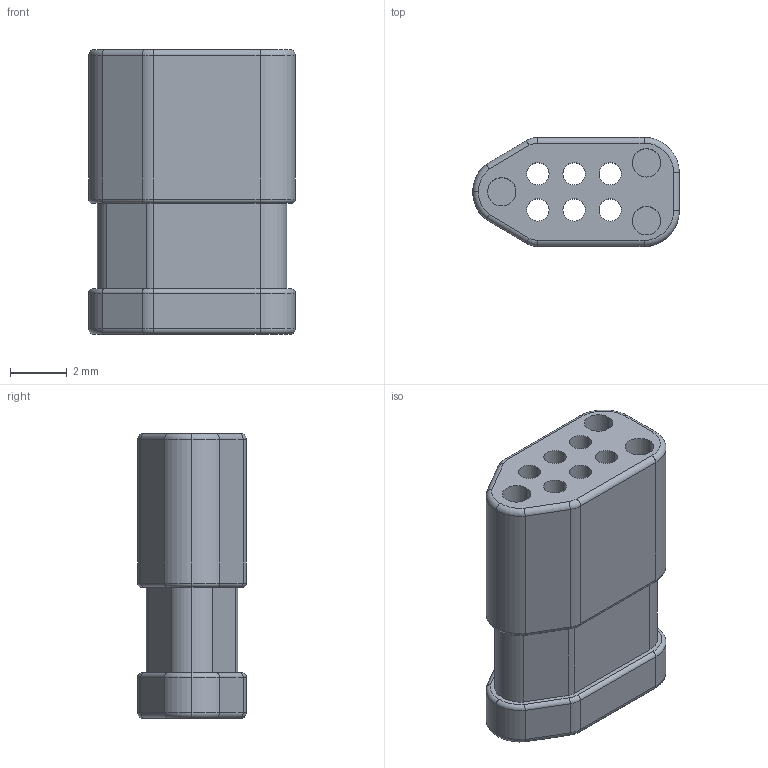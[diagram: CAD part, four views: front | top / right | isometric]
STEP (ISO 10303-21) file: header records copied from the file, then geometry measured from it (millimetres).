
FILE_DESCRIPTION (( 'STEP AP214' ), '1' );
FILE_NAME ('TC2030-IDC-NL-Base.STEP', '2023-02-10T10:37:02', ( '' ), ( '' ), 'SwSTEP 2.0', 'SolidWorks 2022', '' );
FILE_SCHEMA (( 'AUTOMOTIVE_DESIGN' ));
Length unit declared in the file: millimetre
Products named in the file (1): TC2030-IDC-NL-Base
Bounding box: 7.25 x 3.81 x 10 mm (x, y, z)
Volume: 183.2 mm3; surface area: 437.5 mm2
Topology: 1 solids, 1 shells, 102 faces, 241 edges, 146 vertices
Faces by surface type: cylinder 56, torus 24, plane 22
Entity records: 3079 total; most frequent: CARTESIAN_POINT 582, DIRECTION 571, ORIENTED_EDGE 482, EDGE_CURVE 241, AXIS2_PLACEMENT_3D 235, VERTEX_POINT 146, CIRCLE 132, EDGE_LOOP 119
